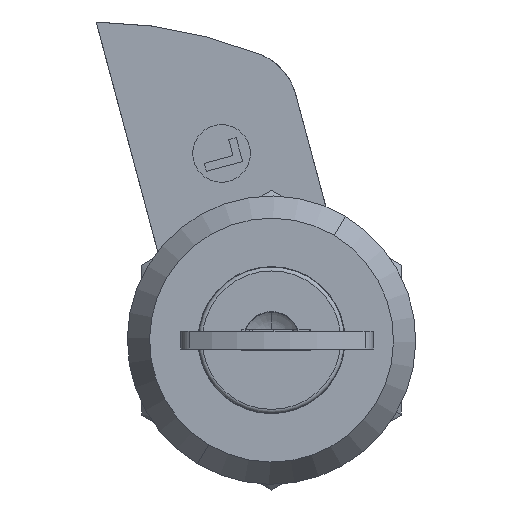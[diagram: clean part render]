
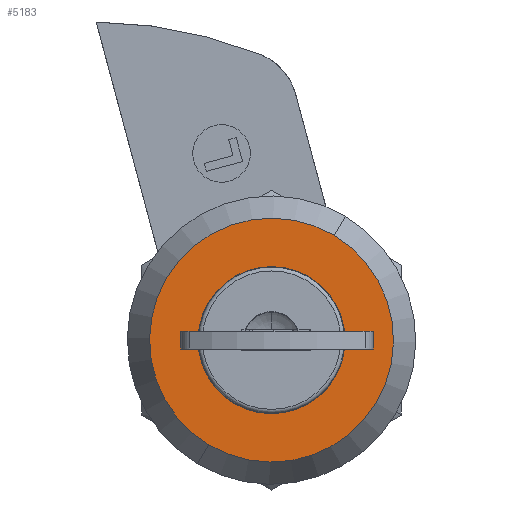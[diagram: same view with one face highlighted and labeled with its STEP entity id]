
A CAD part, front view. The second image highlights one B-rep face of the part: STEP entity #5183.
In plain terms, the highlighted planar face has unit normal (0, -1, 0).
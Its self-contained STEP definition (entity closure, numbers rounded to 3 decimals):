
#299 = EDGE_LOOP ( 'NONE', ( #7014, #43238 ) ) ;
#662 = EDGE_LOOP ( 'NONE', ( #16346, #39499 ) ) ;
#3226 = DIRECTION ( 'NONE',  ( 0., -1., 0. ) ) ;
#4423 = EDGE_CURVE ( 'NONE', #24899, #44240, #30218, .T. ) ;
#4678 = CARTESIAN_POINT ( 'NONE',  ( -52.962, 4.923, 25.359 ) ) ;
#5148 = DIRECTION ( 'NONE',  ( 0., 1., 0. ) ) ;
#5183 = ADVANCED_FACE ( 'NONE', ( #9394, #26514 ), #23126, .T. ) ;
#6108 = EDGE_CURVE ( 'NONE', #44240, #24899, #9246, .T. ) ;
#7014 = ORIENTED_EDGE ( 'NONE', *, *, #6108, .T. ) ;
#9246 = CIRCLE ( 'NONE', #24345, 12.687 ) ;
#9394 = FACE_BOUND ( 'NONE', #662, .T. ) ;
#12014 = DIRECTION ( 'NONE',  ( -0.513, 0., -0.858 ) ) ;
#12680 = CARTESIAN_POINT ( 'NONE',  ( -56.887, 4.923, 18.793 ) ) ;
#14847 = VERTEX_POINT ( 'NONE', #23835 ) ;
#15308 = CARTESIAN_POINT ( 'NONE',  ( -56.887, 4.923, 18.793 ) ) ;
#16346 = ORIENTED_EDGE ( 'NONE', *, *, #35601, .T. ) ;
#18898 = DIRECTION ( 'NONE',  ( -0.513, 0., -0.858 ) ) ;
#20126 = CARTESIAN_POINT ( 'NONE',  ( -56.887, 4.923, 18.793 ) ) ;
#21245 = CARTESIAN_POINT ( 'NONE',  ( -56.887, 4.923, 18.793 ) ) ;
#23126 = PLANE ( 'NONE',  #30128 ) ;
#23573 = CARTESIAN_POINT ( 'NONE',  ( -61.064, 4.923, 35.27 ) ) ;
#23835 = CARTESIAN_POINT ( 'NONE',  ( -60.812, 4.923, 12.226 ) ) ;
#24182 = DIRECTION ( 'NONE',  ( 0.513, 0., 0.858 ) ) ;
#24345 = AXIS2_PLACEMENT_3D ( 'NONE', #21245, #3226, #24182 ) ;
#24899 = VERTEX_POINT ( 'NONE', #25730 ) ;
#25730 = CARTESIAN_POINT ( 'NONE',  ( -63.397, 4.923, 7.903 ) ) ;
#26200 = DIRECTION ( 'NONE',  ( 0., 1., 0. ) ) ;
#26514 = FACE_OUTER_BOUND ( 'NONE', #299, .T. ) ;
#26730 = DIRECTION ( 'NONE',  ( 0., -1., 0. ) ) ;
#27642 = AXIS2_PLACEMENT_3D ( 'NONE', #15308, #5148, #18898 ) ;
#30128 = AXIS2_PLACEMENT_3D ( 'NONE', #23573, #26730, #36643 ) ;
#30218 = CIRCLE ( 'NONE', #33824, 12.687 ) ;
#31236 = AXIS2_PLACEMENT_3D ( 'NONE', #12680, #26200, #12014 ) ;
#33824 = AXIS2_PLACEMENT_3D ( 'NONE', #20126, #37020, #33860 ) ;
#33860 = DIRECTION ( 'NONE',  ( 0.513, 0., 0.858 ) ) ;
#35601 = EDGE_CURVE ( 'NONE', #14847, #43897, #41336, .T. ) ;
#36643 = DIRECTION ( 'NONE',  ( -0.513, 0., -0.858 ) ) ;
#37020 = DIRECTION ( 'NONE',  ( 0., -1., 0. ) ) ;
#39499 = ORIENTED_EDGE ( 'NONE', *, *, #40775, .T. ) ;
#40775 = EDGE_CURVE ( 'NONE', #43897, #14847, #43493, .T. ) ;
#41336 = CIRCLE ( 'NONE', #31236, 7.65 ) ;
#41938 = CARTESIAN_POINT ( 'NONE',  ( -50.378, 4.923, 29.683 ) ) ;
#43238 = ORIENTED_EDGE ( 'NONE', *, *, #4423, .T. ) ;
#43493 = CIRCLE ( 'NONE', #27642, 7.65 ) ;
#43897 = VERTEX_POINT ( 'NONE', #4678 ) ;
#44240 = VERTEX_POINT ( 'NONE', #41938 ) ;
